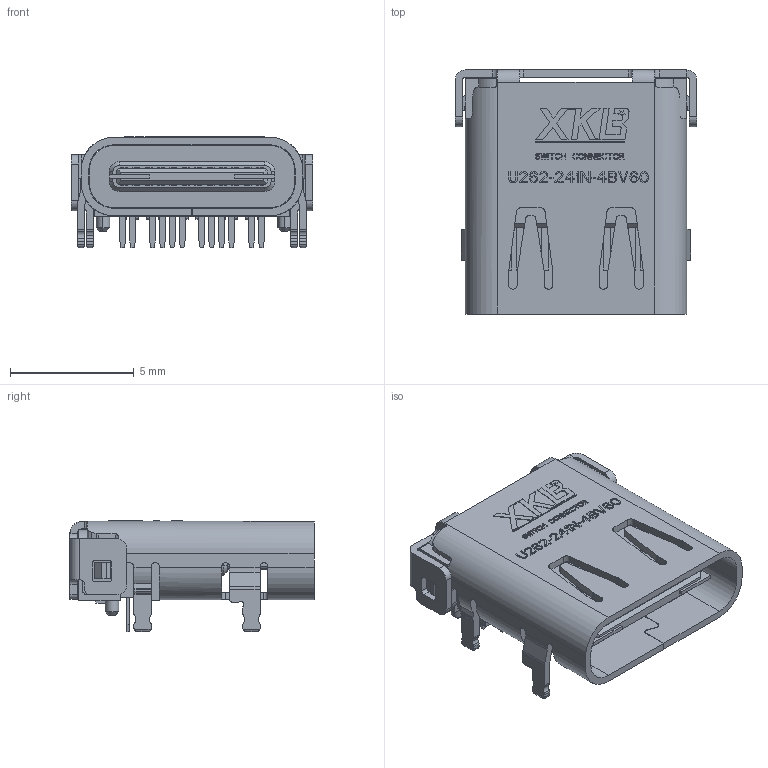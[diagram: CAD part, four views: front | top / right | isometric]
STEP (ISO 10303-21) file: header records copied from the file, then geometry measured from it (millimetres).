
FILE_DESCRIPTION(('FreeCAD Model'),'2;1');
FILE_NAME('Open CASCADE Shape Model','2022-10-22T15:55:04',( 'kicad StepUp'),('ksu MCAD'),'Open CASCADE STEP processor 7.6', 'FreeCAD','Unknown');
FILE_SCHEMA(('AUTOMOTIVE_DESIGN { 1 0 10303 214 1 1 1 1 }'));
Length unit declared in the file: millimetre
Products named in the file (1): XKB_U262-241N-4BV60
Bounding box: 9.75 x 9.87 x 4.51 mm (x, y, z)
Volume: 0.1 mm3; surface area: 633.3 mm2
Topology: 32 solids, 33 shells, 1595 faces, 4555 edges, 3028 vertices
Faces by surface type: plane 1365, cylinder 216, cone 8, extrusion 6
Entity records: 63054 total; most frequent: CARTESIAN_POINT 9511, ORIENTED_EDGE 9097, DIRECTION 8181, EDGE_CURVE 4555, VECTOR 4025, LINE 4019, VERTEX_POINT 3028, AXIS2_PLACEMENT_3D 2078
